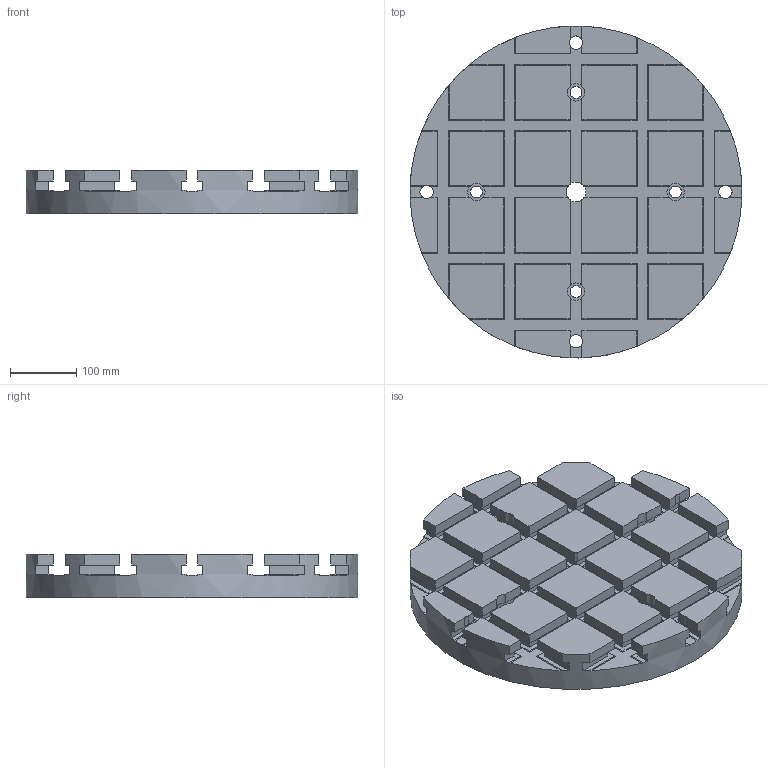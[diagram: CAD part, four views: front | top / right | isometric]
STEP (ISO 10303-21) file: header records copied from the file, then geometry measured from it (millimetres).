
FILE_DESCRIPTION( ( 'Unknown' ), '1' );
FILE_NAME( 'BP18-65-0500-18.stp', 'Unknown', ( 'S.C.H' ), ( 'Unknown' ), 'XStep 1.0', 'Unknown', ' ' );
FILE_SCHEMA( ( 'CONFIG_CONTROL_DESIGN' ) );
Length unit declared in the file: millimetre
Products named in the file (1): 1
Bounding box: 499.99 x 499.97 x 65 mm (x, y, z)
Volume: 9983315.4 mm3; surface area: 738015.9 mm2
Topology: 1 solids, 1 shells, 412 faces, 1158 edges, 772 vertices
Faces by surface type: plane 378, cylinder 34
Full cylindrical faces by diameter (mm): 18 x4, 20 x4, 26 x4, 30 x1, 500 x1
Entity records: 13156 total; most frequent: CARTESIAN_POINT 2309, ORIENTED_EDGE 2268, DIRECTION 2194, EDGE_CURVE 1134, LINE 900, VECTOR 900, VERTEX_POINT 762, AXIS2_PLACEMENT_3D 647
